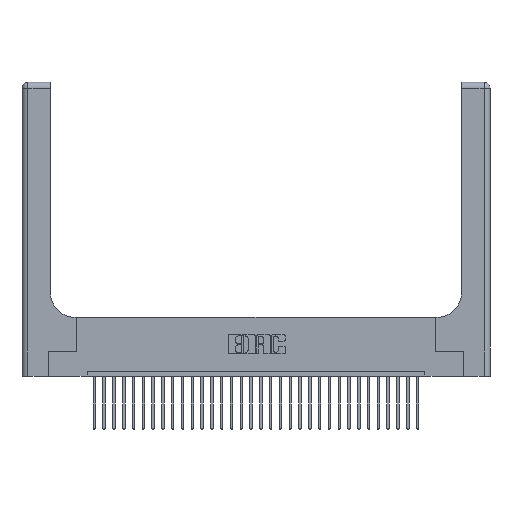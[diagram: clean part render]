
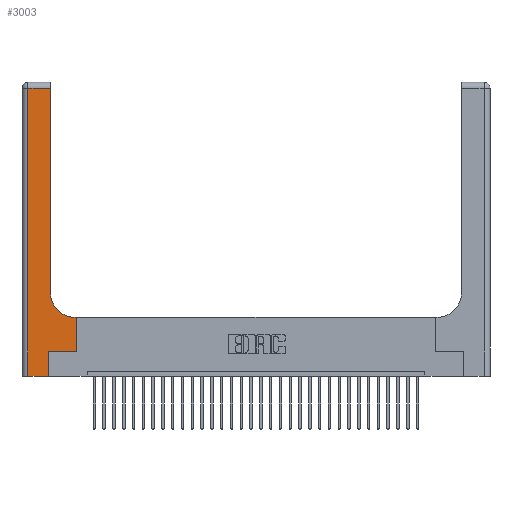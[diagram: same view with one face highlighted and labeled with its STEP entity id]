
A CAD part, top view. The second image highlights one B-rep face of the part: STEP entity #3003.
In plain terms, the highlighted planar face has unit normal (0, 0, 1).
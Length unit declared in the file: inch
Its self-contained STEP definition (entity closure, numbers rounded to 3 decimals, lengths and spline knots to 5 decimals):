
#132 = ORIENTED_EDGE ( 'NONE', *, *, #5020, .T. ) ;
#1302 = FACE_OUTER_BOUND ( 'NONE', #20277, .T. ) ;
#1476 = EDGE_CURVE ( 'NONE', #27390, #3800, #8875, .T. ) ;
#1863 = DIRECTION ( 'NONE',  ( -1., 0., 0. ) ) ;
#1945 = CARTESIAN_POINT ( 'NONE',  ( 0.5415, 0.6, 0.37 ) ) ;
#3002 = DIRECTION ( 'NONE',  ( -1., 0., 0. ) ) ;
#3003 = ADVANCED_FACE ( 'NONE', ( #1302 ), #4097, .F. ) ;
#3008 = ORIENTED_EDGE ( 'NONE', *, *, #10291, .T. ) ;
#3800 = VERTEX_POINT ( 'NONE', #12119 ) ;
#3895 = DIRECTION ( 'NONE',  ( 1., 0., 0. ) ) ;
#4097 = PLANE ( 'NONE',  #25819 ) ;
#4287 = DIRECTION ( 'NONE',  ( -1., 0., 0. ) ) ;
#4422 = LINE ( 'NONE', #22521, #13292 ) ;
#4620 = VERTEX_POINT ( 'NONE', #15611 ) ;
#5020 = EDGE_CURVE ( 'NONE', #15148, #29308, #4422, .T. ) ;
#5178 = LINE ( 'NONE', #15057, #31720 ) ;
#5249 = LINE ( 'NONE', #21383, #15215 ) ;
#6396 = ORIENTED_EDGE ( 'NONE', *, *, #21841, .T. ) ;
#7734 = DIRECTION ( 'NONE',  ( 0., -1., 0. ) ) ;
#8385 = VECTOR ( 'NONE', #4287, 39.37008 ) ;
#8584 = DIRECTION ( 'NONE',  ( 0., 1., 0. ) ) ;
#8875 = LINE ( 'NONE', #23298, #24634 ) ;
#9424 = VECTOR ( 'NONE', #7734, 39.37008 ) ;
#9451 = ORIENTED_EDGE ( 'NONE', *, *, #13991, .T. ) ;
#9598 = EDGE_CURVE ( 'NONE', #4620, #27390, #14188, .T. ) ;
#10291 = EDGE_CURVE ( 'NONE', #12141, #10929, #19151, .T. ) ;
#10929 = VERTEX_POINT ( 'NONE', #21384 ) ;
#11273 = DIRECTION ( 'NONE',  ( 1., 0., 0. ) ) ;
#11396 = CARTESIAN_POINT ( 'NONE',  ( 0.5415, 0.85, 0.37 ) ) ;
#12119 = CARTESIAN_POINT ( 'NONE',  ( 0.269, 0.25, 0.37 ) ) ;
#12141 = VERTEX_POINT ( 'NONE', #22394 ) ;
#12911 = LINE ( 'NONE', #18183, #24414 ) ;
#12934 = VERTEX_POINT ( 'NONE', #19878 ) ;
#13292 = VECTOR ( 'NONE', #3002, 39.37008 ) ;
#13362 = CARTESIAN_POINT ( 'NONE',  ( 0.269, 0., 0.37 ) ) ;
#13991 = EDGE_CURVE ( 'NONE', #10929, #4620, #26731, .T. ) ;
#14188 = LINE ( 'NONE', #22983, #30350 ) ;
#14641 = ORIENTED_EDGE ( 'NONE', *, *, #22441, .T. ) ;
#15057 = CARTESIAN_POINT ( 'NONE',  ( 0.2915, 3., 0.37 ) ) ;
#15083 = ORIENTED_EDGE ( 'NONE', *, *, #26243, .T. ) ;
#15148 = VERTEX_POINT ( 'NONE', #15253 ) ;
#15215 = VECTOR ( 'NONE', #29020, 39.37008 ) ;
#15253 = CARTESIAN_POINT ( 'NONE',  ( 0.5585, 0.6, 0.37 ) ) ;
#15611 = CARTESIAN_POINT ( 'NONE',  ( 0.06, 0., 0.37 ) ) ;
#18183 = CARTESIAN_POINT ( 'NONE',  ( 0.269, 0.25, 0.37 ) ) ;
#18498 = ORIENTED_EDGE ( 'NONE', *, *, #9598, .T. ) ;
#19151 = LINE ( 'NONE', #30072, #8385 ) ;
#19878 = CARTESIAN_POINT ( 'NONE',  ( 0.5585, 0.25, 0.37 ) ) ;
#20277 = EDGE_LOOP ( 'NONE', ( #14641, #3008, #9451, #18498, #26971, #6396, #15083, #132, #21378 ) ) ;
#21264 = DIRECTION ( 'NONE',  ( 1., 0., 0. ) ) ;
#21271 = DIRECTION ( 'NONE',  ( 0., 0., -1. ) ) ;
#21378 = ORIENTED_EDGE ( 'NONE', *, *, #24420, .T. ) ;
#21383 = CARTESIAN_POINT ( 'NONE',  ( 0.5585, 0.25, 0.37 ) ) ;
#21384 = CARTESIAN_POINT ( 'NONE',  ( 0.06, 2.94, 0.37 ) ) ;
#21841 = EDGE_CURVE ( 'NONE', #3800, #12934, #12911, .T. ) ;
#22394 = CARTESIAN_POINT ( 'NONE',  ( 0.2915, 2.94, 0.37 ) ) ;
#22441 = EDGE_CURVE ( 'NONE', #29369, #12141, #5178, .T. ) ;
#22521 = CARTESIAN_POINT ( 'NONE',  ( 0.2915, 0.6, 0.37 ) ) ;
#22983 = CARTESIAN_POINT ( 'NONE',  ( 0., 0., 0.37 ) ) ;
#23298 = CARTESIAN_POINT ( 'NONE',  ( 0.269, 0., 0.37 ) ) ;
#23727 = CIRCLE ( 'NONE', #23923, 0.25 ) ;
#23923 = AXIS2_PLACEMENT_3D ( 'NONE', #11396, #25984, #11273 ) ;
#24414 = VECTOR ( 'NONE', #3895, 39.37008 ) ;
#24420 = EDGE_CURVE ( 'NONE', #29308, #29369, #23727, .T. ) ;
#24634 = VECTOR ( 'NONE', #8584, 39.37008 ) ;
#24914 = DIRECTION ( 'NONE',  ( 0., 1., 0. ) ) ;
#25819 = AXIS2_PLACEMENT_3D ( 'NONE', #28588, #21271, #1863 ) ;
#25984 = DIRECTION ( 'NONE',  ( 0., 0., -1. ) ) ;
#26243 = EDGE_CURVE ( 'NONE', #12934, #15148, #5249, .T. ) ;
#26731 = LINE ( 'NONE', #27291, #9424 ) ;
#26971 = ORIENTED_EDGE ( 'NONE', *, *, #1476, .T. ) ;
#27291 = CARTESIAN_POINT ( 'NONE',  ( 0.06, 3., 0.37 ) ) ;
#27390 = VERTEX_POINT ( 'NONE', #13362 ) ;
#28588 = CARTESIAN_POINT ( 'NONE',  ( 0., 3., 0.37 ) ) ;
#29020 = DIRECTION ( 'NONE',  ( 0., 1., 0. ) ) ;
#29308 = VERTEX_POINT ( 'NONE', #1945 ) ;
#29369 = VERTEX_POINT ( 'NONE', #29427 ) ;
#29427 = CARTESIAN_POINT ( 'NONE',  ( 0.2915, 0.85, 0.37 ) ) ;
#30072 = CARTESIAN_POINT ( 'NONE',  ( 0., 2.94, 0.37 ) ) ;
#30350 = VECTOR ( 'NONE', #21264, 39.37008 ) ;
#31720 = VECTOR ( 'NONE', #24914, 39.37008 ) ;
